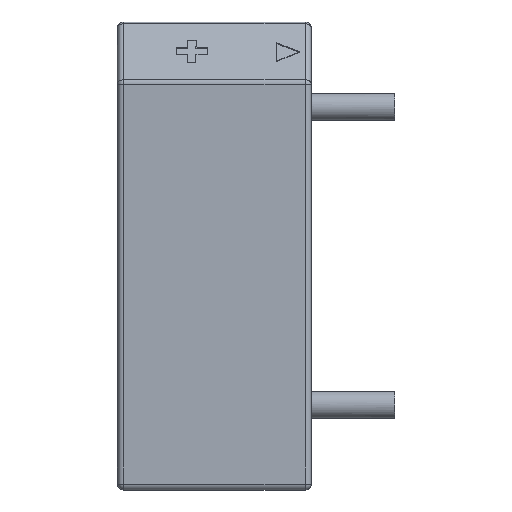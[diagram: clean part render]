
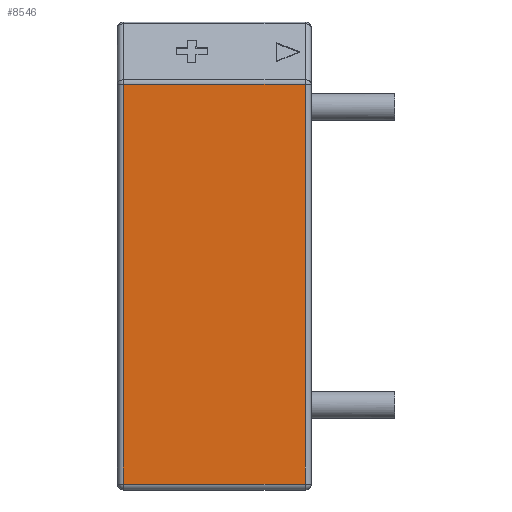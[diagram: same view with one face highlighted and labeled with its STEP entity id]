
A CAD part, left-side view. The second image highlights one B-rep face of the part: STEP entity #8546.
In plain terms, the highlighted planar face has unit normal (-1, 0, 0).
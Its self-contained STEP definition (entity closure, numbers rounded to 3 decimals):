
#635 = ORIENTED_EDGE ( 'NONE', *, *, #17115, .T. ) ;
#2504 = CARTESIAN_POINT ( 'NONE',  ( -2.85, 6.6, 0.767 ) ) ;
#3603 = DIRECTION ( 'NONE',  ( 0., 1., 0. ) ) ;
#3922 = VERTEX_POINT ( 'NONE', #4925 ) ;
#3931 = VECTOR ( 'NONE', #3603, 1000. ) ;
#3940 = FACE_OUTER_BOUND ( 'NONE', #16352, .T. ) ;
#4117 = ORIENTED_EDGE ( 'NONE', *, *, #17692, .T. ) ;
#4925 = CARTESIAN_POINT ( 'NONE',  ( -2.85, 6.4, 0.767 ) ) ;
#5118 = LINE ( 'NONE', #16582, #6414 ) ;
#5197 = LINE ( 'NONE', #2504, #3931 ) ;
#5750 = DIRECTION ( 'NONE',  ( 0., -1., 0. ) ) ;
#6211 = CARTESIAN_POINT ( 'NONE',  ( -2.85, 0.3, 0.767 ) ) ;
#6414 = VECTOR ( 'NONE', #18654, 1000. ) ;
#8546 = ADVANCED_FACE ( 'NONE', ( #3940 ), #14637, .F. ) ;
#9295 = ORIENTED_EDGE ( 'NONE', *, *, #10133, .T. ) ;
#10133 = EDGE_CURVE ( 'NONE', #3922, #18189, #5118, .T. ) ;
#10197 = DIRECTION ( 'NONE',  ( 1., 0., 0. ) ) ;
#10317 = LINE ( 'NONE', #14466, #12147 ) ;
#11921 = ORIENTED_EDGE ( 'NONE', *, *, #18094, .T. ) ;
#11950 = AXIS2_PLACEMENT_3D ( 'NONE', #13043, #10197, #17703 ) ;
#12147 = VECTOR ( 'NONE', #5750, 1000. ) ;
#12852 = VERTEX_POINT ( 'NONE', #13936 ) ;
#13043 = CARTESIAN_POINT ( 'NONE',  ( -2.85, 6.6, -12.85 ) ) ;
#13936 = CARTESIAN_POINT ( 'NONE',  ( -2.85, 0.3, -12.65 ) ) ;
#13989 = VERTEX_POINT ( 'NONE', #6211 ) ;
#14466 = CARTESIAN_POINT ( 'NONE',  ( -2.85, 6.6, -12.65 ) ) ;
#14637 = PLANE ( 'NONE',  #11950 ) ;
#16341 = LINE ( 'NONE', #17544, #17136 ) ;
#16352 = EDGE_LOOP ( 'NONE', ( #635, #4117, #9295, #11921 ) ) ;
#16582 = CARTESIAN_POINT ( 'NONE',  ( -2.85, 6.4, -12.85 ) ) ;
#16818 = CARTESIAN_POINT ( 'NONE',  ( -2.85, 6.4, -12.65 ) ) ;
#17115 = EDGE_CURVE ( 'NONE', #12852, #13989, #16341, .T. ) ;
#17136 = VECTOR ( 'NONE', #19300, 1000. ) ;
#17544 = CARTESIAN_POINT ( 'NONE',  ( -2.85, 0.3, -12.85 ) ) ;
#17692 = EDGE_CURVE ( 'NONE', #13989, #3922, #5197, .T. ) ;
#17703 = DIRECTION ( 'NONE',  ( 0., 0., -1. ) ) ;
#18094 = EDGE_CURVE ( 'NONE', #18189, #12852, #10317, .T. ) ;
#18189 = VERTEX_POINT ( 'NONE', #16818 ) ;
#18654 = DIRECTION ( 'NONE',  ( 0., 0., -1. ) ) ;
#19300 = DIRECTION ( 'NONE',  ( 0., 0., 1. ) ) ;
